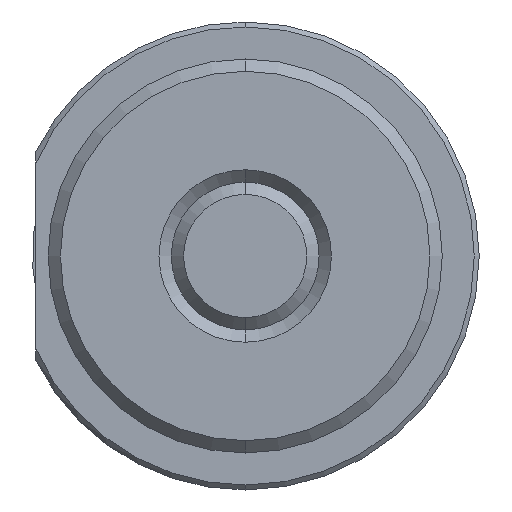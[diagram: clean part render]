
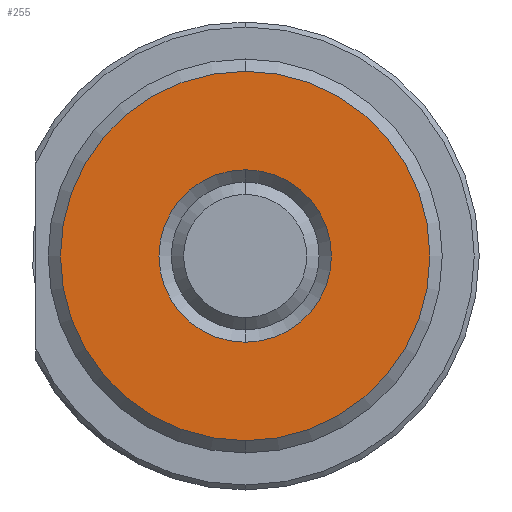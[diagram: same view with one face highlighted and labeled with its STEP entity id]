
A CAD part, left-side view. The second image highlights one B-rep face of the part: STEP entity #255.
In plain terms, the highlighted planar face has unit normal (-1, 0, 0).
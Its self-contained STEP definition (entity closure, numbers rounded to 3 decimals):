
#27 = AXIS2_PLACEMENT_3D ( 'NONE', #1198, #1199, #1200 ) ;
#109 = AXIS2_PLACEMENT_3D ( 'NONE', #2221, #2268, #2435 ) ;
#131 = AXIS2_PLACEMENT_3D ( 'NONE', #868, #874, #875 ) ;
#134 = AXIS2_PLACEMENT_3D ( 'NONE', #739, #740, #741 ) ;
#167 = AXIS2_PLACEMENT_3D ( 'NONE', #850, #857, #858 ) ;
#255 = ADVANCED_FACE ( 'NONE', ( #2952, #2956 ), #2438, .F. ) ;
#739 = CARTESIAN_POINT ( 'NONE',  ( 0., 0., 0. ) ) ;
#740 = DIRECTION ( 'NONE',  ( -1., 0., 0. ) ) ;
#741 = DIRECTION ( 'NONE',  ( 0., 0., -1. ) ) ;
#850 = CARTESIAN_POINT ( 'NONE',  ( 0., 0., 0. ) ) ;
#857 = DIRECTION ( 'NONE',  ( 1., 0., 0. ) ) ;
#858 = DIRECTION ( 'NONE',  ( 0., 0., -1. ) ) ;
#868 = CARTESIAN_POINT ( 'NONE',  ( 0., 0., 0. ) ) ;
#874 = DIRECTION ( 'NONE',  ( -1., 0., 0. ) ) ;
#875 = DIRECTION ( 'NONE',  ( 0., 0., -1. ) ) ;
#978 = CARTESIAN_POINT ( 'NONE',  ( 0., 0., 3.5 ) ) ;
#1045 = CARTESIAN_POINT ( 'NONE',  ( 0., 0., -3.5 ) ) ;
#1050 = CARTESIAN_POINT ( 'NONE',  ( 0., 0., 7.5 ) ) ;
#1055 = CARTESIAN_POINT ( 'NONE',  ( 0., 0., -7.5 ) ) ;
#1198 = CARTESIAN_POINT ( 'NONE',  ( 0., 0., 0. ) ) ;
#1199 = DIRECTION ( 'NONE',  ( 1., 0., 0. ) ) ;
#1200 = DIRECTION ( 'NONE',  ( 0., 0., -1. ) ) ;
#1374 = EDGE_CURVE ( 'NONE', #2250, #2593, #1524, .T. ) ;
#1408 = EDGE_CURVE ( 'NONE', #2600, #2605, #1570, .T. ) ;
#1453 = EDGE_CURVE ( 'NONE', #2593, #2250, #1632, .T. ) ;
#1459 = EDGE_CURVE ( 'NONE', #2605, #2600, #1638, .T. ) ;
#1524 = CIRCLE ( 'NONE', #27, 3.5 ) ;
#1570 = CIRCLE ( 'NONE', #134, 7.5 ) ;
#1632 = CIRCLE ( 'NONE', #167, 3.5 ) ;
#1638 = CIRCLE ( 'NONE', #131, 7.5 ) ;
#1959 = ORIENTED_EDGE ( 'NONE', *, *, #1459, .T. ) ;
#1960 = ORIENTED_EDGE ( 'NONE', *, *, #1408, .T. ) ;
#1962 = ORIENTED_EDGE ( 'NONE', *, *, #1374, .T. ) ;
#2001 = ORIENTED_EDGE ( 'NONE', *, *, #1453, .T. ) ;
#2221 = CARTESIAN_POINT ( 'NONE',  ( 0., 3., 0. ) ) ;
#2250 = VERTEX_POINT ( 'NONE', #978 ) ;
#2268 = DIRECTION ( 'NONE',  ( 1., 0., 0. ) ) ;
#2435 = DIRECTION ( 'NONE',  ( 0., 0., -1. ) ) ;
#2438 = PLANE ( 'NONE',  #109 ) ;
#2593 = VERTEX_POINT ( 'NONE', #1045 ) ;
#2600 = VERTEX_POINT ( 'NONE', #1050 ) ;
#2605 = VERTEX_POINT ( 'NONE', #1055 ) ;
#2712 = EDGE_LOOP ( 'NONE', ( #1959, #1960 ) ) ;
#2735 = EDGE_LOOP ( 'NONE', ( #1962, #2001 ) ) ;
#2952 = FACE_BOUND ( 'NONE', #2735, .T. ) ;
#2956 = FACE_OUTER_BOUND ( 'NONE', #2712, .T. ) ;
